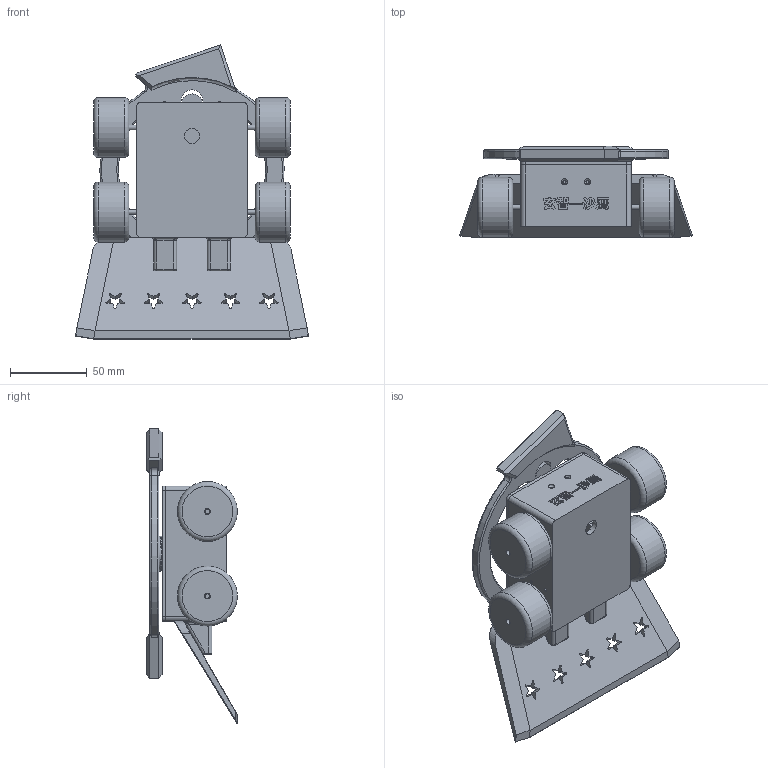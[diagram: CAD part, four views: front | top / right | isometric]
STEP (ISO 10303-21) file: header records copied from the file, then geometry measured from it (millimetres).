
FILE_DESCRIPTION(/* description */ (''),/* implementation_level */ '2;1');
FILE_NAME(/* name */ '',/* time_stamp */ '2023-09-13T10:09:21+08:00',/* author */ (''),/* organization */ (''),/* preprocessor_version */ 'ST-DEVELOPER v20',/* originating_system */ 'Autodesk Translation Framework v12.9.0.99',/* authorisation */ '');
FILE_SCHEMA (('AUTOMOTIVE_DESIGN { 1 0 10303 214 3 1 1 }'));
Products named in the file (15): 麦克纳姆车; 1806无刷电机; 180600; 000; 000 (2); 1000; 000 (1); 2-5E000; 零部件1; 零部件7; 零部件2; 零部件3; 零部件4; 零部件5; 零部件6
Assembly tree (14 placements, depth 3):
  麦克纳姆车
    1806无刷电机
      180600
      000
      000 (2)
      1000
      000 (1)
      2-5E000
    零部件1
    零部件7
    零部件2
    零部件3
    零部件4
    零部件5
    零部件6
Bounding box: 151.37 x 59 x 191.29 mm (x, y, z)
Volume: 332184.8 mm3; surface area: 141515.1 mm2
Topology: 19 solids, 19 shells, 1857 faces, 4969 edges, 3153 vertices
Faces by surface type: plane 833, cylinder 551, bspline 295, torus 94, cone 82, sphere 2
Full cylindrical faces by diameter (mm): 1.6 x12, 2 x68, 2.3 x1, 2.4 x4, 2.5 x1, 3 x8, 3.2 x1, 3.5 x1, 3.6 x1, 3.8 x8, 4 x5, 4.017 x1, 4.3 x1, 5.6 x1, 8 x3, 8.6 x1, 10 x1, 19.5 x1, 21 x1, 21.5 x2, 23 x2, 26 x1, 39 x4
Entity records: 71028 total; most frequent: CARTESIAN_POINT 24639, ORIENTED_EDGE 9918, DIRECTION 8935, EDGE_CURVE 4959, VERTEX_POINT 3153, AXIS2_PLACEMENT_3D 3114, LINE 2707, VECTOR 2707
